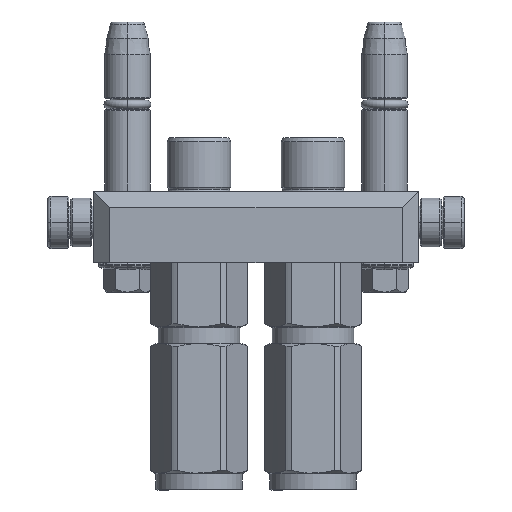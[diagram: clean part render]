
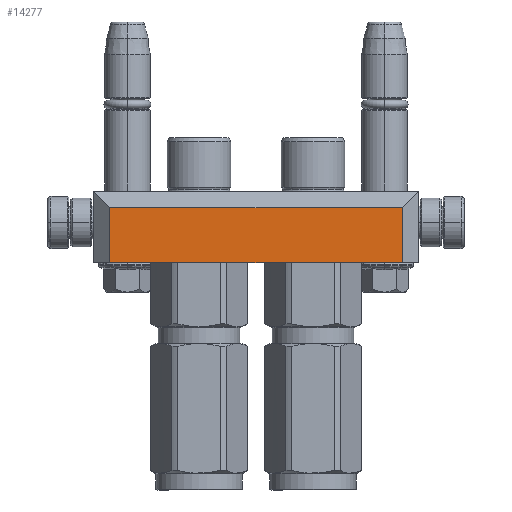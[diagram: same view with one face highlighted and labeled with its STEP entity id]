
A CAD part, left-side view. The second image highlights one B-rep face of the part: STEP entity #14277.
In plain terms, the highlighted face is planar.
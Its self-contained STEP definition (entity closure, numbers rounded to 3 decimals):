
#43 = AXIS2_PLACEMENT_3D ( 'NONE', #1286, #3994, #22747 ) ;
#686 = CARTESIAN_POINT ( 'NONE',  ( 45., -44.5, 22. ) ) ;
#1031 = VECTOR ( 'NONE', #6949, 1000. ) ;
#1286 = CARTESIAN_POINT ( 'NONE',  ( -50., -44.5, 0. ) ) ;
#3994 = DIRECTION ( 'NONE',  ( 0., -1., 0. ) ) ;
#4021 = CARTESIAN_POINT ( 'NONE',  ( -45., -44.5, 22. ) ) ;
#4103 = PLANE ( 'NONE',  #43 ) ;
#4833 = LINE ( 'NONE', #5059, #26193 ) ;
#5059 = CARTESIAN_POINT ( 'NONE',  ( -45., -44.5, 22. ) ) ;
#5915 = CARTESIAN_POINT ( 'NONE',  ( -45., -44.5, 5. ) ) ;
#6949 = DIRECTION ( 'NONE',  ( 1., 0., 0. ) ) ;
#7715 = EDGE_CURVE ( 'NONE', #22287, #16600, #8717, .T. ) ;
#8717 = LINE ( 'NONE', #29612, #29227 ) ;
#9166 = VERTEX_POINT ( 'NONE', #5915 ) ;
#9420 = EDGE_CURVE ( 'NONE', #17836, #22287, #20349, .T. ) ;
#10214 = ORIENTED_EDGE ( 'NONE', *, *, #10905, .F. ) ;
#10905 = EDGE_CURVE ( 'NONE', #16600, #9166, #34418, .T. ) ;
#11634 = ORIENTED_EDGE ( 'NONE', *, *, #9420, .F. ) ;
#12341 = DIRECTION ( 'NONE',  ( -1., 0., 0. ) ) ;
#14277 = ADVANCED_FACE ( 'NONE', ( #22926 ), #4103, .T. ) ;
#16600 = VERTEX_POINT ( 'NONE', #26944 ) ;
#17766 = CARTESIAN_POINT ( 'NONE',  ( 45., -44.5, 5. ) ) ;
#17836 = VERTEX_POINT ( 'NONE', #21361 ) ;
#18649 = DIRECTION ( 'NONE',  ( 0., 0., -1. ) ) ;
#20246 = EDGE_CURVE ( 'NONE', #17836, #9166, #4833, .T. ) ;
#20349 = LINE ( 'NONE', #4021, #1031 ) ;
#21361 = CARTESIAN_POINT ( 'NONE',  ( -45., -44.5, 22. ) ) ;
#22287 = VERTEX_POINT ( 'NONE', #686 ) ;
#22747 = DIRECTION ( 'NONE',  ( 1., 0., 0. ) ) ;
#22926 = FACE_OUTER_BOUND ( 'NONE', #27097, .T. ) ;
#23344 = DIRECTION ( 'NONE',  ( 0., 0., -1. ) ) ;
#25715 = ORIENTED_EDGE ( 'NONE', *, *, #20246, .T. ) ;
#26193 = VECTOR ( 'NONE', #23344, 1000. ) ;
#26944 = CARTESIAN_POINT ( 'NONE',  ( 45., -44.5, 5. ) ) ;
#27097 = EDGE_LOOP ( 'NONE', ( #29088, #11634, #25715, #10214 ) ) ;
#29088 = ORIENTED_EDGE ( 'NONE', *, *, #7715, .F. ) ;
#29227 = VECTOR ( 'NONE', #18649, 1000. ) ;
#29612 = CARTESIAN_POINT ( 'NONE',  ( 45., -44.5, 22. ) ) ;
#33990 = VECTOR ( 'NONE', #12341, 1000. ) ;
#34418 = LINE ( 'NONE', #17766, #33990 ) ;
